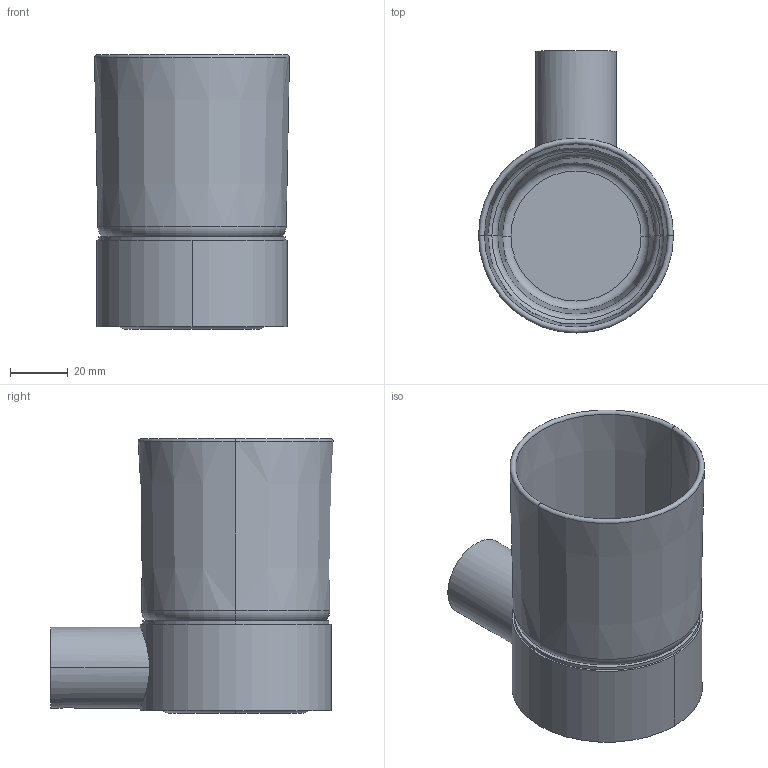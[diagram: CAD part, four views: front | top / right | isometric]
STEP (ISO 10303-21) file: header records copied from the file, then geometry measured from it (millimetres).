
FILE_DESCRIPTION((''),'2;1');
FILE_NAME('AA200031_ASM','2019-06-05T15:24:49',('SJ03'),(''),'CREO PARAMETRIC BY PTC INC, 2018100','CREO PARAMETRIC BY PTC INC, 2018100','');
FILE_SCHEMA(('CONFIG_CONTROL_DESIGN'));
Length unit declared in the file: millimetre
Products named in the file (7): 80HAA200021; 81HAA200021_AF0; 81HAA200011_AF0; 80AA200021_ASM; 81AA200031; 82AA020031; AA200031_ASM
Assembly tree (6 placements, depth 3):
  AA200031_ASM
    80AA200021_ASM
      80HAA200021
      81HAA200021_AF0
      81HAA200011_AF0
    81AA200031
    82AA020031
Bounding box: 67.46 x 97.73 x 95 mm (x, y, z)
Volume: 60715.4 mm3; surface area: 70374.5 mm2
Topology: 5 solids, 6 shells, 72 faces, 148 edges, 90 vertices
Faces by surface type: cylinder 31, cone 14, torus 14, plane 13
Entity records: 2372 total; most frequent: CARTESIAN_POINT 607, DIRECTION 398, ORIENTED_EDGE 292, AXIS2_PLACEMENT_3D 177, EDGE_CURVE 148, VERTEX_POINT 90, EDGE_LOOP 88, CIRCLE 88
